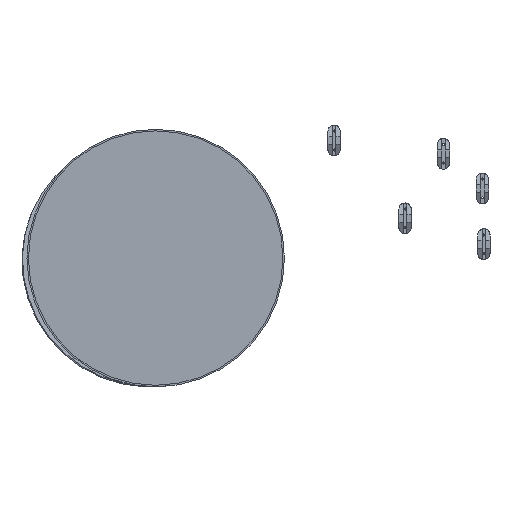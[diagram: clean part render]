
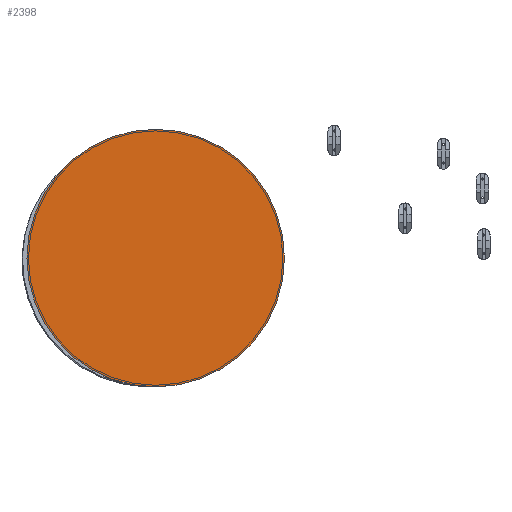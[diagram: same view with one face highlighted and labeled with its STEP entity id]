
A CAD part, front view. The second image highlights one B-rep face of the part: STEP entity #2398.
In plain terms, the highlighted planar face has unit normal (0, -1, 0).
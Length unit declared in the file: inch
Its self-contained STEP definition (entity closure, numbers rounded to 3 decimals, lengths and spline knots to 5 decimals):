
#32 = CARTESIAN_POINT ( 'NONE',  ( 0., 0., 0. ) ) ;
#297 = PLANE ( 'NONE',  #1366 ) ;
#343 = DIRECTION ( 'NONE',  ( 0., 1., 0. ) ) ;
#671 = DIRECTION ( 'NONE',  ( 0., 1., 0. ) ) ;
#673 = VERTEX_POINT ( 'NONE', #1134 ) ;
#923 = EDGE_CURVE ( 'NONE', #673, #1336, #3911, .T. ) ;
#964 = CARTESIAN_POINT ( 'NONE',  ( 0., 0., 10.5 ) ) ;
#1006 = DIRECTION ( 'NONE',  ( 0., 0., 1. ) ) ;
#1134 = CARTESIAN_POINT ( 'NONE',  ( 0., 0., -10.5 ) ) ;
#1336 = VERTEX_POINT ( 'NONE', #964 ) ;
#1352 = ORIENTED_EDGE ( 'NONE', *, *, #923, .F. ) ;
#1366 = AXIS2_PLACEMENT_3D ( 'NONE', #2867, #671, #1006 ) ;
#2129 = CARTESIAN_POINT ( 'NONE',  ( 0., 0., 0. ) ) ;
#2250 = DIRECTION ( 'NONE',  ( 0., 0., 1. ) ) ;
#2295 = FACE_OUTER_BOUND ( 'NONE', #3020, .T. ) ;
#2398 = ADVANCED_FACE ( 'NONE', ( #2295 ), #297, .F. ) ;
#2687 = CIRCLE ( 'NONE', #3888, 10.5 ) ;
#2867 = CARTESIAN_POINT ( 'NONE',  ( 0., 0., 0. ) ) ;
#2917 = DIRECTION ( 'NONE',  ( 0., 0., 1. ) ) ;
#2974 = DIRECTION ( 'NONE',  ( 0., 1., 0. ) ) ;
#3020 = EDGE_LOOP ( 'NONE', ( #1352, #3292 ) ) ;
#3292 = ORIENTED_EDGE ( 'NONE', *, *, #3891, .F. ) ;
#3888 = AXIS2_PLACEMENT_3D ( 'NONE', #32, #2974, #2250 ) ;
#3891 = EDGE_CURVE ( 'NONE', #1336, #673, #2687, .T. ) ;
#3911 = CIRCLE ( 'NONE', #4758, 10.5 ) ;
#4758 = AXIS2_PLACEMENT_3D ( 'NONE', #2129, #343, #2917 ) ;
